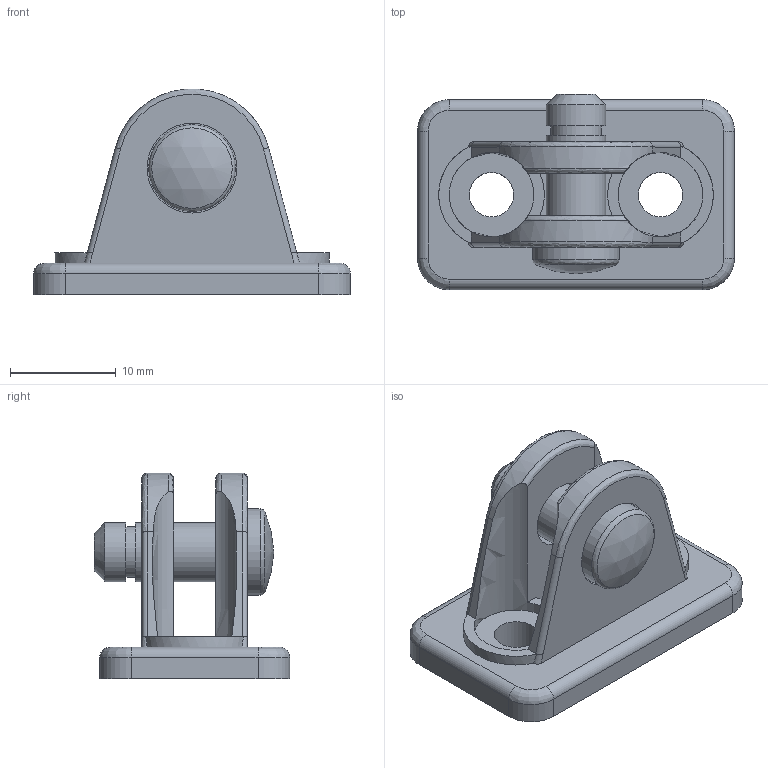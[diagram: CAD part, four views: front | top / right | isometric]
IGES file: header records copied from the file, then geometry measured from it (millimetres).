
Global section: file name: 700089.stp.ipt; native system: Autodesk Inventor 2014; preprocessor: unknown; author: zeman; date: 20151016.102003; units: millimetre
Bounding box: 30 x 18.5 x 19.48 mm (x, y, z)
Volume: 2974.1 mm3; surface area: 2845.4 mm2
Topology: 2 solids, 2 shells, 70 faces, 179 edges, 118 vertices
Faces by surface type: plane 26, cylinder 22, revolution 16, bspline 4, cone 1, sphere 1
Full cylindrical faces by diameter (mm): 4.8 x1, 5.6 x2, 8.2 x1
